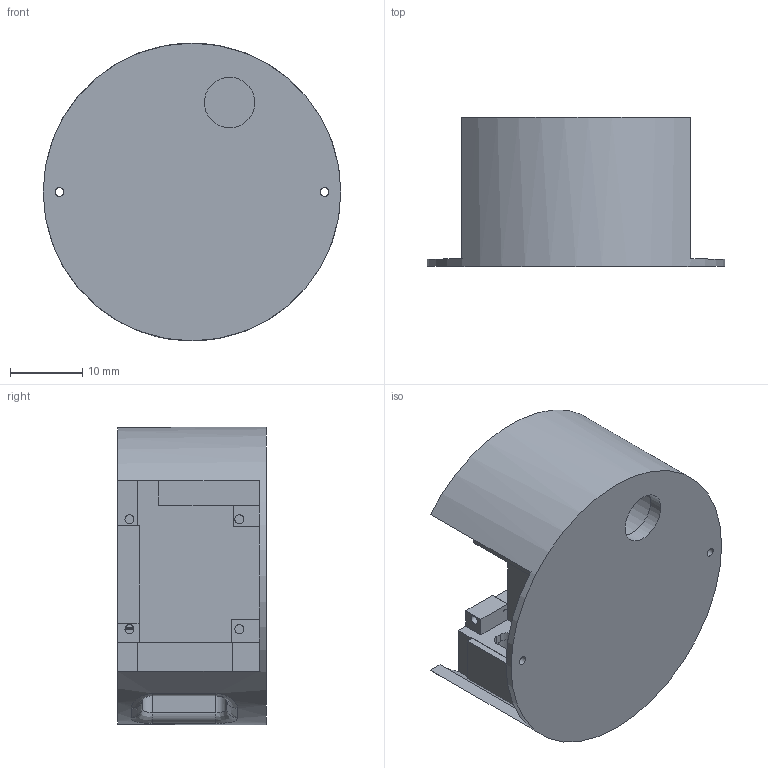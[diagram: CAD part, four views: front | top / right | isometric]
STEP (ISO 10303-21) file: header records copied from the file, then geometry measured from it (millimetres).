
FILE_DESCRIPTION(/* description */ (''),/* implementation_level */ '2;1');
FILE_NAME(/* name */ 'Mount.step',/* time_stamp */ '2025-07-12T12:20:51+02:00',/* author */ (''),/* organization */ (''),/* preprocessor_version */ 'ST-DEVELOPER v20.1',/* originating_system */ 'Autodesk Translation Framework v14.10.0.0',/* authorisation */ '');
FILE_SCHEMA (('AUTOMOTIVE_DESIGN { 1 0 10303 214 3 1 1 }'));
Length unit declared in the file: millimetre
Products named in the file (1): new fan mount
Bounding box: 41.23 x 20.6 x 41.23 mm (x, y, z)
Volume: 17351.9 mm3; surface area: 6738.4 mm2
Topology: 1 solids, 1 shells, 96 faces, 255 edges, 166 vertices
Faces by surface type: plane 68, cylinder 22, bspline 6
Full cylindrical faces by diameter (mm): 1.2 x2, 1.25 x6, 7 x1, 10 x1, 41.231 x1
Entity records: 3187 total; most frequent: CARTESIAN_POINT 742, ORIENTED_EDGE 510, DIRECTION 481, EDGE_CURVE 255, LINE 187, VECTOR 187, VERTEX_POINT 166, AXIS2_PLACEMENT_3D 147
